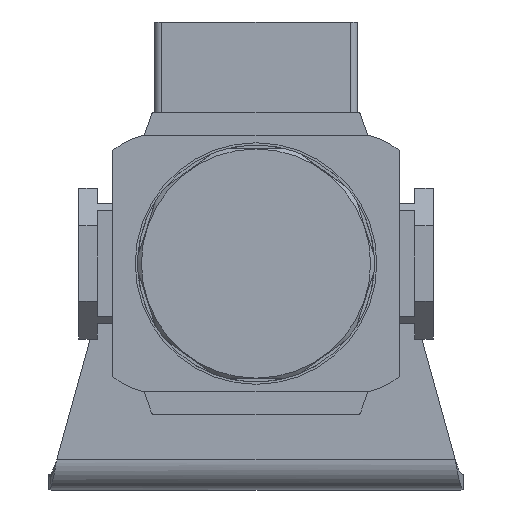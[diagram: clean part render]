
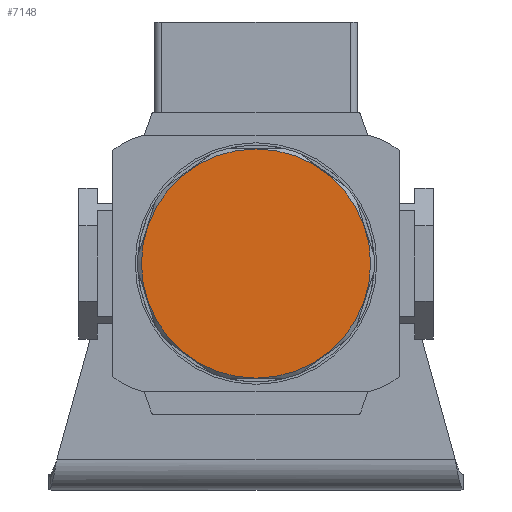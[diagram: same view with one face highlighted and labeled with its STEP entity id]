
A CAD part, front view. The second image highlights one B-rep face of the part: STEP entity #7148.
In plain terms, the highlighted planar face has unit normal (0, -1, 0).
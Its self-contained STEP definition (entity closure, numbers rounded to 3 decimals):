
#227 = FACE_OUTER_BOUND ( 'NONE', #1037, .T. ) ;
#696 = DIRECTION ( 'NONE',  ( 0., 0., 1. ) ) ;
#752 = CARTESIAN_POINT ( 'NONE',  ( 0., -25.5, 15.18 ) ) ;
#960 = PLANE ( 'NONE',  #9708 ) ;
#1037 = EDGE_LOOP ( 'NONE', ( #13349, #12583 ) ) ;
#1222 = CIRCLE ( 'NONE', #8991, 15.18 ) ;
#1546 = DIRECTION ( 'NONE',  ( 0., 1., 0. ) ) ;
#1729 = AXIS2_PLACEMENT_3D ( 'NONE', #14314, #7478, #696 ) ;
#2099 = DIRECTION ( 'NONE',  ( 1., 0., 0. ) ) ;
#4655 = CIRCLE ( 'NONE', #1729, 15.18 ) ;
#6082 = VERTEX_POINT ( 'NONE', #7566 ) ;
#7050 = VERTEX_POINT ( 'NONE', #752 ) ;
#7148 = ADVANCED_FACE ( 'NONE', ( #227 ), #960, .T. ) ;
#7478 = DIRECTION ( 'NONE',  ( 0., 1., 0. ) ) ;
#7566 = CARTESIAN_POINT ( 'NONE',  ( 0., -25.5, -15.18 ) ) ;
#8217 = EDGE_CURVE ( 'NONE', #6082, #7050, #4655, .T. ) ;
#8364 = CARTESIAN_POINT ( 'NONE',  ( 0., -25.5, 0. ) ) ;
#8893 = DIRECTION ( 'NONE',  ( 0., -1., 0. ) ) ;
#8991 = AXIS2_PLACEMENT_3D ( 'NONE', #8364, #1546, #9488 ) ;
#9488 = DIRECTION ( 'NONE',  ( 0., 0., 1. ) ) ;
#9708 = AXIS2_PLACEMENT_3D ( 'NONE', #12284, #8893, #2099 ) ;
#12284 = CARTESIAN_POINT ( 'NONE',  ( 0., -25.5, 0. ) ) ;
#12583 = ORIENTED_EDGE ( 'NONE', *, *, #8217, .F. ) ;
#13165 = EDGE_CURVE ( 'NONE', #7050, #6082, #1222, .T. ) ;
#13349 = ORIENTED_EDGE ( 'NONE', *, *, #13165, .F. ) ;
#14314 = CARTESIAN_POINT ( 'NONE',  ( 0., -25.5, 0. ) ) ;
